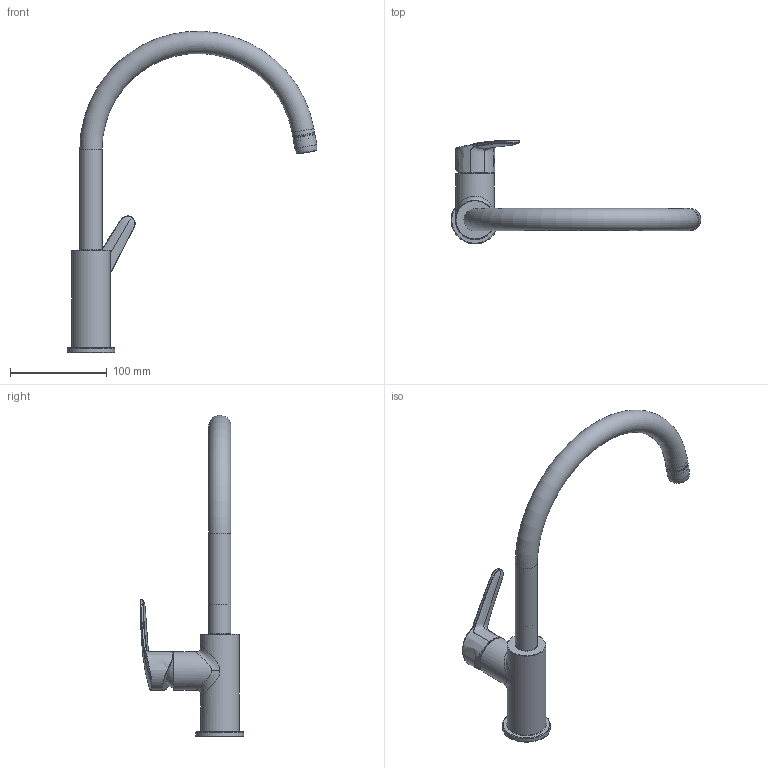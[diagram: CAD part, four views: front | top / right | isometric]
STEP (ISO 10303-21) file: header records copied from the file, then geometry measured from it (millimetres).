
FILE_DESCRIPTION(/* description */ ('Unknown'),/* implementation_level */ '2;1');
FILE_NAME(/* name */ '31725000',/* time_stamp */ '2022-08-29T08:16:31+02:00',/* author */ ('Unknown'),/* organization */ ('GROHE AG'),/* preprocessor_version */ 'ST-DEVELOPER v16.7',/* originating_system */ 'DEX',/* authorisation */ $);
FILE_SCHEMA (('AUTOMOTIVE_DESIGN {1 0 10303 214 3 1 1}'));
Length unit declared in the file: millimetre
Products named in the file (8): 31725000; 31725000_0; 31725000_1; 31725000_2; 31725000_3; 31725000_4; 31725000_5
Assembly tree (7 placements, depth 2):
  31725000
    31725000
    31725000_0
    31725000_1
    31725000_2
    31725000_3
    31725000_4
    31725000_5
Bounding box: 258.46 x 107.19 x 332.4 mm (x, y, z)
Volume: 247214.3 mm3; surface area: 100209.2 mm2
Topology: 7 solids, 7 shells, 681 faces, 2003 edges, 1273 vertices
Faces by surface type: plane 495, cylinder 82, bspline 54, cone 30, torus 16, sphere 4
Full cylindrical faces by diameter (mm): 1.039 x1, 1.5 x1, 2.4 x1, 4.3 x1, 5.5 x1, 10.5 x1, 11.489 x1, 12.5 x2, 13 x1, 13.905 x1, 14 x1, 17 x1, 17.773 x1, 18 x2, 18.911 x1, 20 x2, 20.05 x1, 20.1 x2, 20.9 x1, 20.917 x1, 20.95 x1, 21 x2, 21.1 x1, 21.55 x1, 22 x1, 22.2 x1, 22.8 x1, 23 x3, 40 x2, 49.5 x1
Entity records: 29851 total; most frequent: CARTESIAN_POINT 11738, ORIENTED_EDGE 3794, DIRECTION 3574, EDGE_CURVE 1897, AXIS2_PLACEMENT_3D 1256, VERTEX_POINT 1247, LINE 1062, VECTOR 1062
